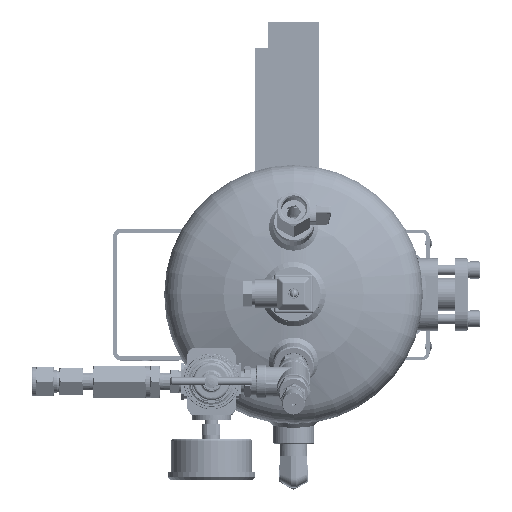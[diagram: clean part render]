
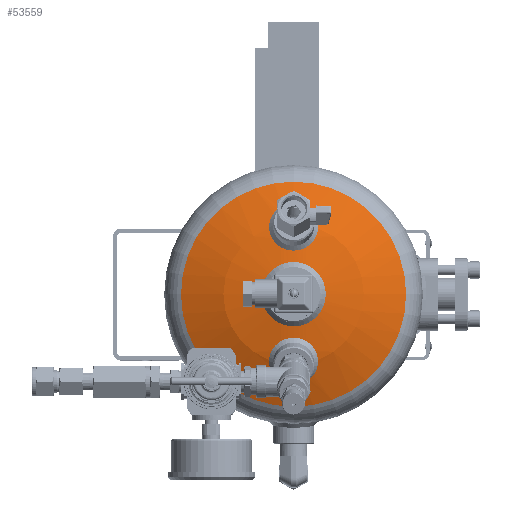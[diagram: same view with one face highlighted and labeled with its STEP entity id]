
A CAD part, top view. The second image highlights one B-rep face of the part: STEP entity #53559.
In plain terms, the highlighted spherical face has radius 202.3 mm.
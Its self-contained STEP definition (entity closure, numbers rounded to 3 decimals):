
#645=SPHERICAL_SURFACE('',#64519,202.3);
#10337=CIRCLE('',#64514,15.);
#10341=CIRCLE('',#64520,15.);
#10342=CIRCLE('',#64521,87.326);
#10343=CIRCLE('',#64522,20.);
#12624=ORIENTED_EDGE('',*,*,#28412,.T.);
#12625=ORIENTED_EDGE('',*,*,#28416,.T.);
#12626=ORIENTED_EDGE('',*,*,#28417,.F.);
#12627=ORIENTED_EDGE('',*,*,#28418,.F.);
#28412=EDGE_CURVE('',#36371,#36371,#10337,.T.);
#28416=EDGE_CURVE('',#36375,#36375,#10341,.T.);
#28417=EDGE_CURVE('',#36376,#36376,#10342,.T.);
#28418=EDGE_CURVE('',#36377,#36377,#10343,.F.);
#36371=VERTEX_POINT('',#84960);
#36375=VERTEX_POINT('',#84970);
#36376=VERTEX_POINT('',#84972);
#36377=VERTEX_POINT('',#84974);
#44244=EDGE_LOOP('',(#12624));
#44245=EDGE_LOOP('',(#12625));
#44246=EDGE_LOOP('',(#12626));
#44247=EDGE_LOOP('',(#12627));
#48519=FACE_BOUND('',#44244,.T.);
#48520=FACE_BOUND('',#44245,.T.);
#48521=FACE_BOUND('',#44246,.T.);
#48522=FACE_BOUND('',#44247,.T.);
#53559=ADVANCED_FACE('',(#48519,#48520,#48521,#48522),#645,.T.);
#64514=AXIS2_PLACEMENT_3D('',#84959,#70357,#70358);
#64519=AXIS2_PLACEMENT_3D('',#84968,#70367,#70368);
#64520=AXIS2_PLACEMENT_3D('',#84969,#70369,#70370);
#64521=AXIS2_PLACEMENT_3D('',#84971,#70371,#70372);
#64522=AXIS2_PLACEMENT_3D('',#84973,#70373,#70374);
#70357=DIRECTION('',(0.259,0.,-0.966));
#70358=DIRECTION('',(0.966,0.,0.259));
#70367=DIRECTION('',(0.,0.,-1.));
#70368=DIRECTION('',(1.,0.,0.));
#70369=DIRECTION('',(-0.259,0.,-0.966));
#70370=DIRECTION('',(-0.966,0.,0.259));
#70371=DIRECTION('',(0.,0.,-1.));
#70372=DIRECTION('',(-1.,0.,0.));
#70373=DIRECTION('',(0.,0.,-1.));
#70374=DIRECTION('',(-1.,0.,0.));
#84959=CARTESIAN_POINT('',(-52.215,0.,46.028));
#84960=CARTESIAN_POINT('',(-37.726,0.,49.911));
#84968=CARTESIAN_POINT('',(0.,0.,-148.841));
#84969=CARTESIAN_POINT('',(52.215,0.,46.028));
#84970=CARTESIAN_POINT('',(37.726,0.,49.911));
#84971=CARTESIAN_POINT('',(0.,0.,33.641));
#84972=CARTESIAN_POINT('',(-87.326,0.,33.641));
#84973=CARTESIAN_POINT('',(0.,0.,52.468));
#84974=CARTESIAN_POINT('',(-20.,0.,52.468));
